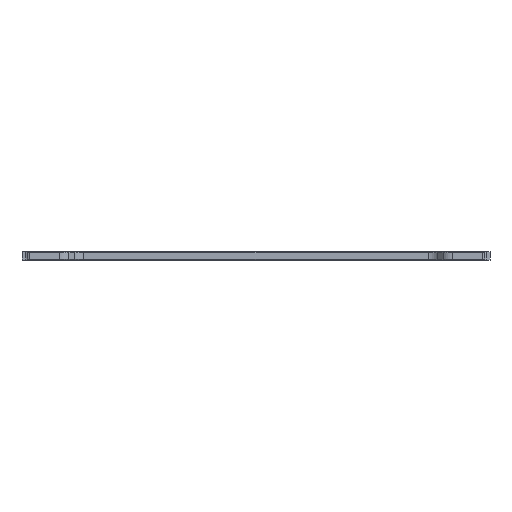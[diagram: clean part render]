
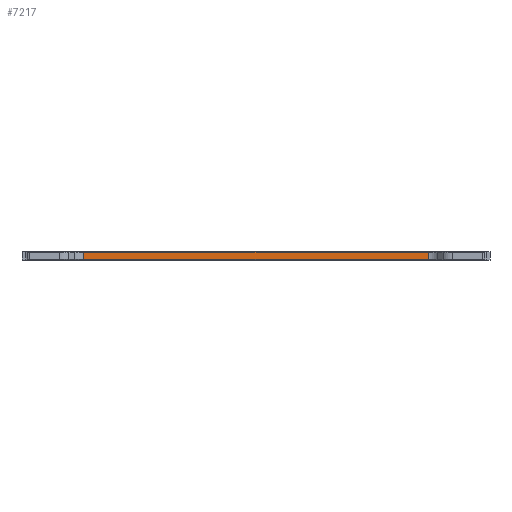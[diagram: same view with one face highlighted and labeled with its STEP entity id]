
A CAD part, front view. The second image highlights one B-rep face of the part: STEP entity #7217.
In plain terms, the highlighted planar face has unit normal (0, -1, 0).
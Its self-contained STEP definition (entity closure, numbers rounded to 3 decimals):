
#235 = CARTESIAN_POINT ( 'NONE',  ( -122.984, -183.093, -2.5 ) ) ;
#842 = VERTEX_POINT ( 'NONE', #5560 ) ;
#1920 = DIRECTION ( 'NONE',  ( 0., 0., -1. ) ) ;
#2770 = DIRECTION ( 'NONE',  ( 0., 0., 1. ) ) ;
#2912 = DIRECTION ( 'NONE',  ( 0., 0., -1. ) ) ;
#2957 = CARTESIAN_POINT ( 'NONE',  ( 122.984, -183.093, -2.5 ) ) ;
#4271 = LINE ( 'NONE', #5899, #21659 ) ;
#4343 = CARTESIAN_POINT ( 'NONE',  ( 122.984, -183.093, 2.5 ) ) ;
#5207 = ORIENTED_EDGE ( 'NONE', *, *, #7237, .F. ) ;
#5560 = CARTESIAN_POINT ( 'NONE',  ( -122.984, -183.093, 2.5 ) ) ;
#5823 = DIRECTION ( 'NONE',  ( 1., 0., 0. ) ) ;
#5899 = CARTESIAN_POINT ( 'NONE',  ( 122.984, -183.093, -2.5 ) ) ;
#6879 = CARTESIAN_POINT ( 'NONE',  ( -122.984, -183.093, -3. ) ) ;
#7217 = ADVANCED_FACE ( 'NONE', ( #10895 ), #11064, .F. ) ;
#7237 = EDGE_CURVE ( 'NONE', #9153, #18820, #21704, .T. ) ;
#8291 = VECTOR ( 'NONE', #8672, 1000. ) ;
#8396 = VERTEX_POINT ( 'NONE', #235 ) ;
#8402 = EDGE_CURVE ( 'NONE', #842, #8396, #14488, .T. ) ;
#8672 = DIRECTION ( 'NONE',  ( -1., 0., 0. ) ) ;
#8767 = VECTOR ( 'NONE', #2912, 1000. ) ;
#8810 = LINE ( 'NONE', #20453, #8291 ) ;
#8947 = EDGE_CURVE ( 'NONE', #9153, #842, #8810, .T. ) ;
#9153 = VERTEX_POINT ( 'NONE', #4343 ) ;
#9999 = VECTOR ( 'NONE', #1920, 1000. ) ;
#10109 = EDGE_CURVE ( 'NONE', #8396, #18820, #4271, .T. ) ;
#10895 = FACE_OUTER_BOUND ( 'NONE', #16776, .T. ) ;
#11064 = PLANE ( 'NONE',  #19195 ) ;
#12826 = DIRECTION ( 'NONE',  ( 0., 1., 0. ) ) ;
#12987 = CARTESIAN_POINT ( 'NONE',  ( 122.984, -183.093, -3. ) ) ;
#14488 = LINE ( 'NONE', #6879, #9999 ) ;
#14725 = ORIENTED_EDGE ( 'NONE', *, *, #8402, .T. ) ;
#16776 = EDGE_LOOP ( 'NONE', ( #5207, #18527, #14725, #17716 ) ) ;
#17716 = ORIENTED_EDGE ( 'NONE', *, *, #10109, .T. ) ;
#18527 = ORIENTED_EDGE ( 'NONE', *, *, #8947, .T. ) ;
#18820 = VERTEX_POINT ( 'NONE', #2957 ) ;
#19195 = AXIS2_PLACEMENT_3D ( 'NONE', #19530, #12826, #2770 ) ;
#19530 = CARTESIAN_POINT ( 'NONE',  ( -126.948, -183.093, 3. ) ) ;
#20453 = CARTESIAN_POINT ( 'NONE',  ( -126.948, -183.093, 2.5 ) ) ;
#21659 = VECTOR ( 'NONE', #5823, 1000. ) ;
#21704 = LINE ( 'NONE', #12987, #8767 ) ;
